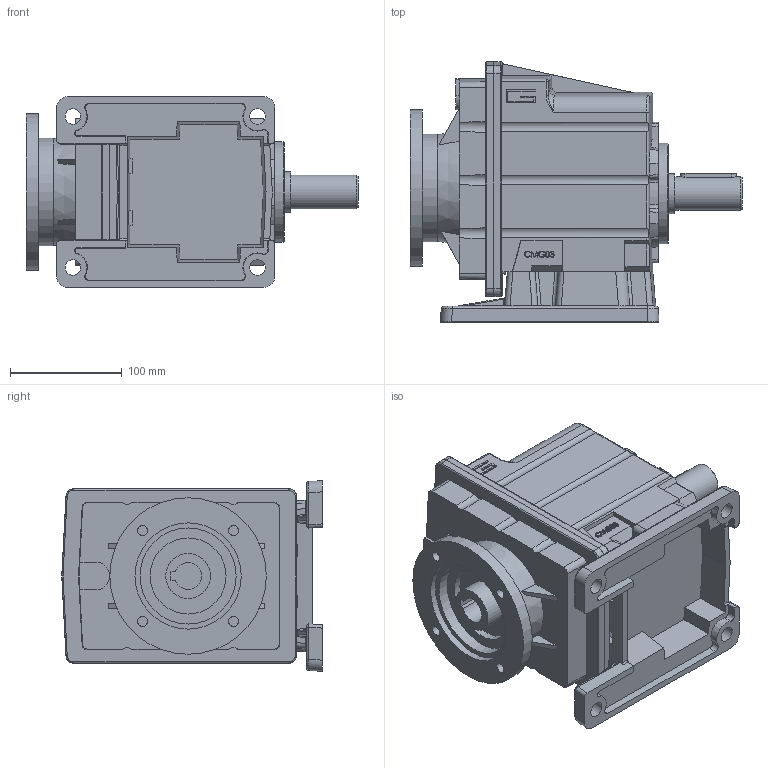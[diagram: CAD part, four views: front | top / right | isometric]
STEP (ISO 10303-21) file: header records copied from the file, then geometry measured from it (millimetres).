
FILE_DESCRIPTION( ( 'Unknown' ), '1' );
FILE_NAME( '6496EE7B7921EF36A5D980A7BA8AB0EB.3d.stp', 'Unknown', ( 'Unknown' ), ( 'Unknown' ), 'PSStep 10.1', 'Unknown', ' ' );
FILE_SCHEMA( ( 'AUTOMOTIVE_DESIGN { 1 0 10303 214 1 1 1 1 }' ) );
Length unit declared in the file: millimetre
Products named in the file (1): G0301
Bounding box: 297 x 233 x 170.47 mm (x, y, z)
Volume: 4514255.7 mm3; surface area: 329075.8 mm2
Topology: 1 solids, 9 shells, 656 faces, 1701 edges, 1086 vertices
Faces by surface type: plane 331, cylinder 161, cone 55, bspline 54, extrusion 41, torus 10, sphere 4
Full cylindrical faces by diameter (mm): 6 x2, 8.376 x1, 9 x4, 14 x4, 30 x1, 36 x1, 40 x1, 68 x1, 72 x1, 86 x1, 90 x1, 95 x1, 96 x1, 140 x1
Entity records: 32139 total; most frequent: CARTESIAN_POINT 11333, ORIENTED_EDGE 3244, DIRECTION 3122, EDGE_CURVE 1622, AXIS2_PLACEMENT_3D 1066, VERTEX_POINT 1061, VECTOR 990, LINE 949
